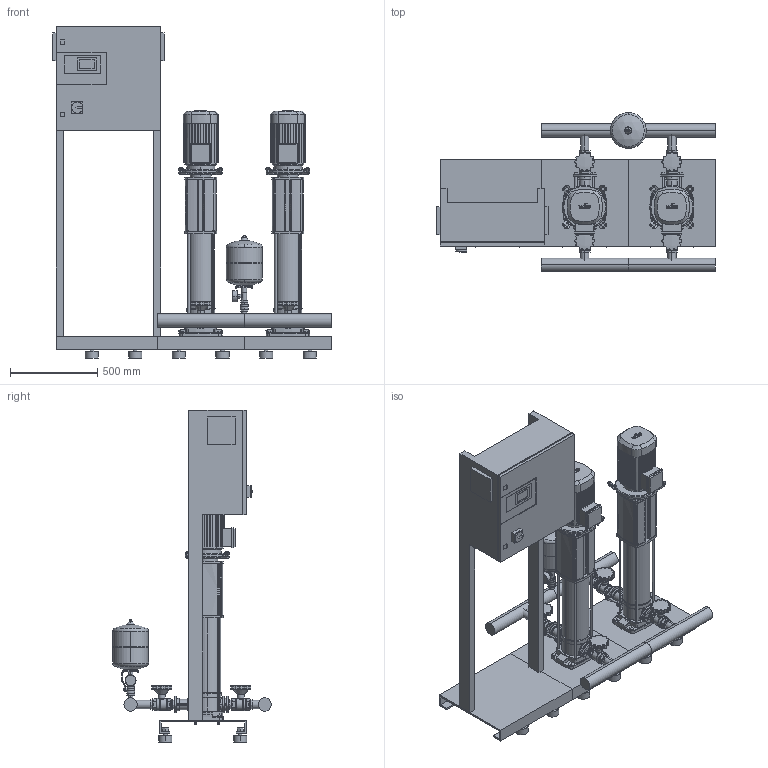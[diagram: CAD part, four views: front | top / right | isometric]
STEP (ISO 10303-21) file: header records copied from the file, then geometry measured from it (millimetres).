
FILE_DESCRIPTION((''),'2;1');
FILE_NAME('3d_CO-2HELIXV1609_K_CC-01-2532204.stp','2016-01-25T10:04:32',(''),(''),'Mechanical Desktop 2009','Mechanical Desktop 2009',', , ');
FILE_SCHEMA(('CONFIG_CONTROL_DESIGN'));
Length unit declared in the file: millimetre
Products named in the file (1): Product
Bounding box: 1600 x 911.05 x 1905 mm (x, y, z)
Volume: 196244714.3 mm3; surface area: 10235963.4 mm2
Topology: 109 solids, 109 shells, 4013 faces, 10495 edges, 6883 vertices
Faces by surface type: plane 1838, bspline 985, cylinder 936, cone 176, torus 64, sphere 14
Entity records: 130970 total; most frequent: CARTESIAN_POINT 32027, ORIENTED_EDGE 20974, DIRECTION 19171, EDGE_CURVE 10487, VECTOR 6977, LINE 6977, VERTEX_POINT 6878, AXIS2_PLACEMENT_3D 6097
